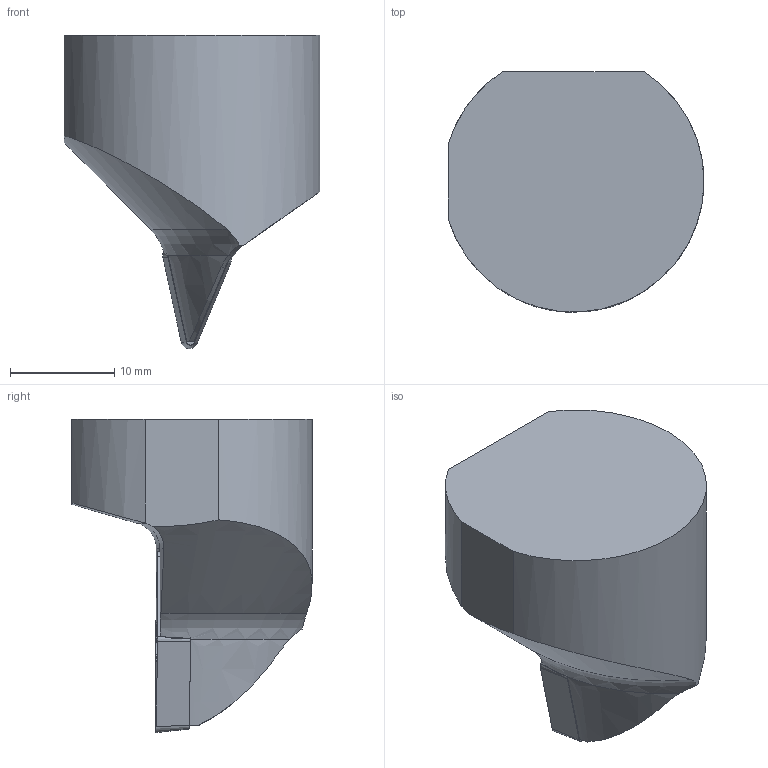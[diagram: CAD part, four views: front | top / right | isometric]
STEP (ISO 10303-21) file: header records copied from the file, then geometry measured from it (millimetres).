
FILE_DESCRIPTION(/* description */ (''),/* implementation_level */ '2;1');
FILE_NAME(/* name */ '1554205024132.stp',/* time_stamp */ '2019-04-02T13:37:17+02:00',/* author */ (''),/* organization */ ('SMS'),/* preprocessor_version */ 'ST-DEVELOPER v15',/* originating_system */ 'SIEMENS PLM Software NX 8.5',/* authorisation */ '');
FILE_SCHEMA (('AUTOMOTIVE_DESIGN { 1 0 10303 214 3 1 1 1 }'));
Length unit declared in the file: millimetre
Products named in the file (4): IsoTurningInsert; ASSEMBLY_CONSTRUCTION; 202282510mod000_00; 201157484mod000_01
Assembly tree (3 placements, depth 2):
  201157484mod000_01
    202282510mod000_00
    ASSEMBLY_CONSTRUCTION
    IsoTurningInsert
Bounding box: 24.5 x 22.99 x 30 mm (x, y, z)
Volume: 7000.9 mm3; surface area: 2554.1 mm2
Topology: 2 solids, 2 shells, 43 faces, 110 edges, 78 vertices
Faces by surface type: plane 18, cone 8, cylinder 5, revolution 4, torus 4, bspline 3, extrusion 1
Full cylindrical faces by diameter (mm): 2.8 x2
Entity records: 1552 total; most frequent: CARTESIAN_POINT 417, DIRECTION 202, ORIENTED_EDGE 196, EDGE_CURVE 98, AXIS2_PLACEMENT_3D 78, VERTEX_POINT 68, EDGE_LOOP 54, ADVANCED_FACE 43
